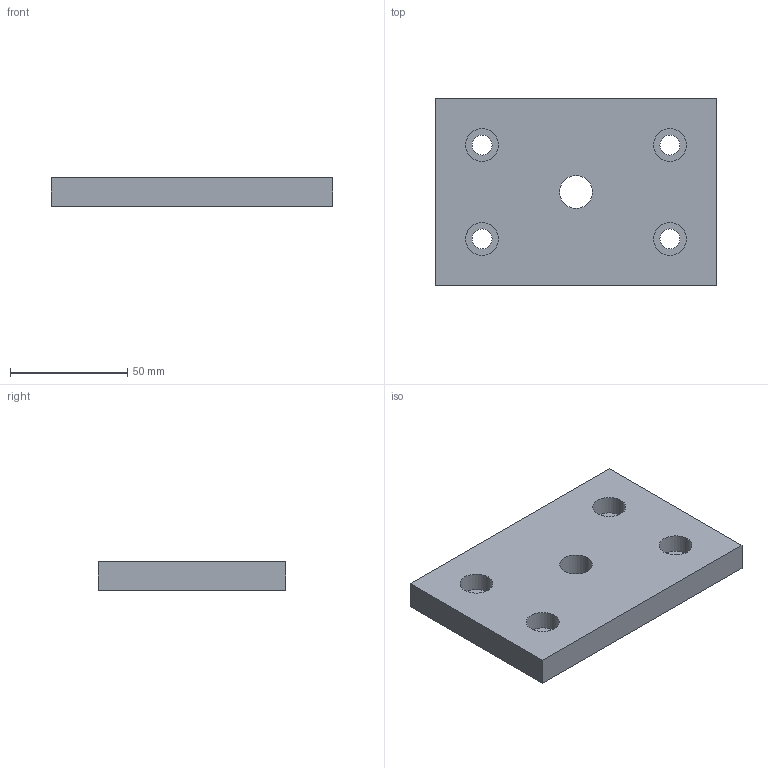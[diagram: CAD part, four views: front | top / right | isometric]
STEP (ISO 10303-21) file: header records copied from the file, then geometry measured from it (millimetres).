
FILE_DESCRIPTION(('STEP AP203'),'2;1');
FILE_NAME('31.009.00.stp','2011-03-21T16:23:46',(''),(''),'2009.3.110','THINKDESIGN','');
FILE_SCHEMA(('CONFIG_CONTROL_DESIGN'));
Length unit declared in the file: millimetre
Bounding box: 120 x 80 x 12 mm (x, y, z)
Volume: 107518.8 mm3; surface area: 25600.6 mm2
Topology: 1 solids, 1 shells, 19 faces, 57 edges, 44 vertices
Faces by surface type: plane 10, cylinder 9
Full cylindrical faces by diameter (mm): 8.5 x4, 14 x5
Entity records: 804 total; most frequent: DIRECTION 131, CARTESIAN_POINT 120, ORIENTED_EDGE 114, EDGE_CURVE 57, AXIS2_PLACEMENT_3D 55, VERTEX_POINT 44, CIRCLE 36, EDGE_LOOP 33
